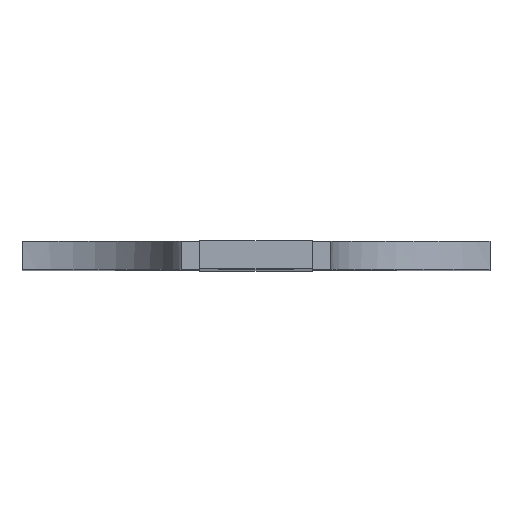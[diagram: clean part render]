
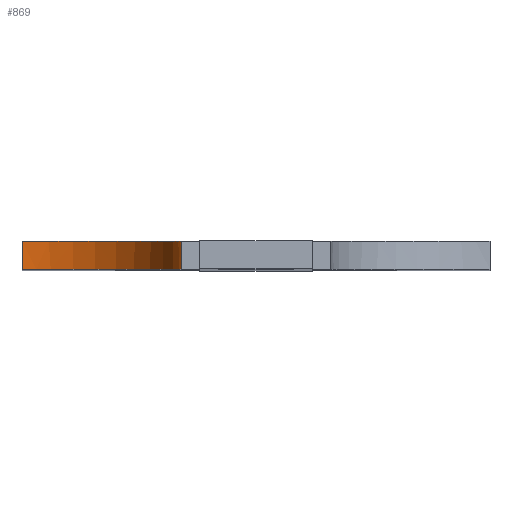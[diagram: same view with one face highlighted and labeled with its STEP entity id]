
A CAD part, top view. The second image highlights one B-rep face of the part: STEP entity #869.
In plain terms, the highlighted free-form (B-spline) face has degree [2, 1] with [3, 2] control points.
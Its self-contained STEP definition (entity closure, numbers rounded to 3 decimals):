
#150 = VERTEX_POINT('',#151);
#151 = CARTESIAN_POINT('',(-36.598,2.198,
    57.919));
#156 = EDGE_CURVE('',#150,#157,#159,.T.);
#157 = VERTEX_POINT('',#158);
#158 = CARTESIAN_POINT('',(-11.723,2.198,
    82.794));
#159 = ( BOUNDED_CURVE() B_SPLINE_CURVE(2,(#160,#161,#162),
.UNSPECIFIED.,.F.,.F.) B_SPLINE_CURVE_WITH_KNOTS((3,3),(3.142,
4.712),.PIECEWISE_BEZIER_KNOTS.) CURVE() 
GEOMETRIC_REPRESENTATION_ITEM() RATIONAL_B_SPLINE_CURVE((1.,
0.707,1.)) REPRESENTATION_ITEM('') );
#160 = CARTESIAN_POINT('',(-36.598,2.198,
    57.919));
#161 = CARTESIAN_POINT('',(-11.723,2.198,
    57.919));
#162 = CARTESIAN_POINT('',(-11.723,2.198,
    82.794));
#341 = VERTEX_POINT('',#342);
#342 = CARTESIAN_POINT('',(-11.723,-2.198,
    82.794));
#347 = EDGE_CURVE('',#341,#348,#350,.T.);
#348 = VERTEX_POINT('',#349);
#349 = CARTESIAN_POINT('',(-36.598,-2.198,
    57.919));
#350 = ( BOUNDED_CURVE() B_SPLINE_CURVE(2,(#351,#352,#353),
.UNSPECIFIED.,.F.,.F.) B_SPLINE_CURVE_WITH_KNOTS((3,3),(4.712,
6.283),.PIECEWISE_BEZIER_KNOTS.) CURVE() 
GEOMETRIC_REPRESENTATION_ITEM() RATIONAL_B_SPLINE_CURVE((1.,
0.707,1.)) REPRESENTATION_ITEM('') );
#351 = CARTESIAN_POINT('',(-11.723,-2.198,
    82.794));
#352 = CARTESIAN_POINT('',(-11.723,-2.198,
    57.919));
#353 = CARTESIAN_POINT('',(-36.598,-2.198,
    57.919));
#509 = EDGE_CURVE('',#341,#157,#510,.T.);
#510 = B_SPLINE_CURVE_WITH_KNOTS('',1,(#511,#512),.UNSPECIFIED.,.F.,.F.,
  (2,2),(7.,10.),.PIECEWISE_BEZIER_KNOTS.);
#511 = CARTESIAN_POINT('',(-11.723,-2.198,
    82.794));
#512 = CARTESIAN_POINT('',(-11.723,2.198,
    82.794));
#569 = EDGE_CURVE('',#150,#348,#570,.T.);
#570 = B_SPLINE_CURVE_WITH_KNOTS('',1,(#571,#572),.UNSPECIFIED.,.F.,.F.,
  (2,2),(-10.,-7.),.PIECEWISE_BEZIER_KNOTS.);
#571 = CARTESIAN_POINT('',(-36.598,2.198,
    57.919));
#572 = CARTESIAN_POINT('',(-36.598,-2.198,
    57.919));
#869 = ADVANCED_FACE('',(#870),#876,.F.);
#870 = FACE_BOUND('',#871,.F.);
#871 = EDGE_LOOP('',(#872,#873,#874,#875));
#872 = ORIENTED_EDGE('',*,*,#347,.T.);
#873 = ORIENTED_EDGE('',*,*,#569,.F.);
#874 = ORIENTED_EDGE('',*,*,#156,.T.);
#875 = ORIENTED_EDGE('',*,*,#509,.F.);
#876 = ( BOUNDED_SURFACE() B_SPLINE_SURFACE(2,1,(
    (#877,#878)
    ,(#879,#880)
,(#881,#882
    )),.UNSPECIFIED.,.F.,.F.,.F.) B_SPLINE_SURFACE_WITH_KNOTS((3,3),(2,2
    ),(1.571,3.142),(7.,10.),.PIECEWISE_BEZIER_KNOTS.) 
GEOMETRIC_REPRESENTATION_ITEM() RATIONAL_B_SPLINE_SURFACE((
    (1.,1.)
    ,(0.707,0.707)
,(1.,1.))) REPRESENTATION_ITEM('') SURFACE() );
#877 = CARTESIAN_POINT('',(-11.723,-2.198,
    82.794));
#878 = CARTESIAN_POINT('',(-11.723,2.198,
    82.794));
#879 = CARTESIAN_POINT('',(-11.723,-2.198,
    57.919));
#880 = CARTESIAN_POINT('',(-11.723,2.198,
    57.919));
#881 = CARTESIAN_POINT('',(-36.598,-2.198,
    57.919));
#882 = CARTESIAN_POINT('',(-36.598,2.198,
    57.919));
